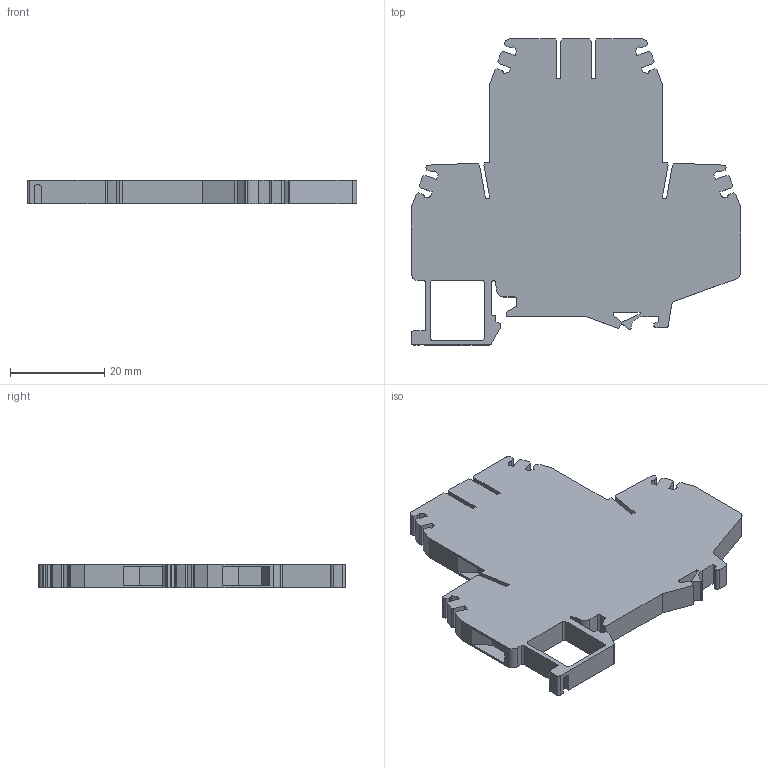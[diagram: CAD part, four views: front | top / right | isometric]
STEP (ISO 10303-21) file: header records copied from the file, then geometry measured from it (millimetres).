
FILE_DESCRIPTION((''),'2;1');
FILE_NAME('003903053_ESC2-DBC_2_ASM','2022-07-14T12:39:01',('klemen.sitar'),('Audax d.o.o.'),'CREO PARAMETRIC BY PTC INC, 2021304','CREO PARAMETRIC BY PTC INC, 2021304','');
FILE_SCHEMA(('AP242_MANAGED_MODEL_BASED_3D_ENGINEERING_MIM_LF { 1 0 10303 442 1 1 4 }'));
Length unit declared in the file: millimetre
Products named in the file (2): DBC_2-66880_1; 003903053_ESC2-DBC_2_ASM
Assembly tree (1 placements, depth 2):
  003903053_ESC2-DBC_2_ASM
    DBC_2-66880_1
Bounding box: 70 x 65 x 5 mm (x, y, z)
Volume: 14445.5 mm3; surface area: 8408.1 mm2
Topology: 1 solids, 1 shells, 206 faces, 602 edges, 400 vertices
Faces by surface type: plane 169, cylinder 37
Entity records: 10347 total; most frequent: CARTESIAN_POINT 1217, ORIENTED_EDGE 1204, DIRECTION 1098, PRESENTATION_STYLE_ASSIGNMENT 812, STYLED_ITEM 812, CURVE_STYLE 605, EDGE_CURVE 602, VECTOR 528
